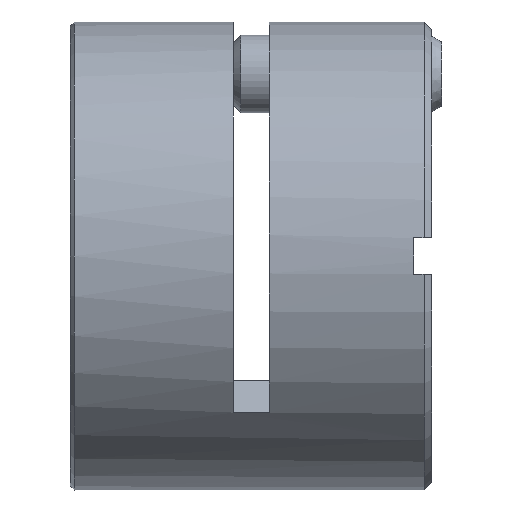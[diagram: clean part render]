
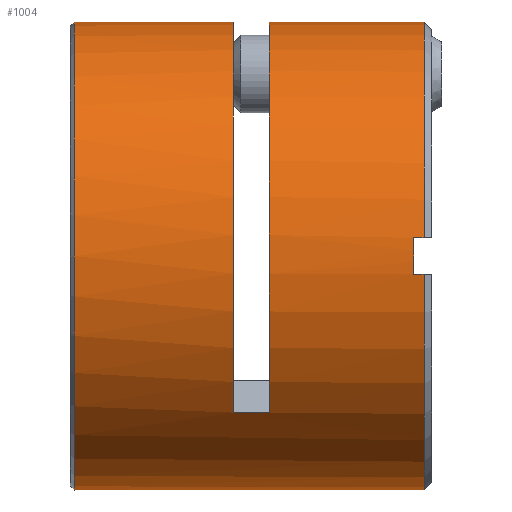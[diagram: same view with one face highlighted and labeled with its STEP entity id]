
A CAD part, front view. The second image highlights one B-rep face of the part: STEP entity #1004.
In plain terms, the highlighted cylindrical face has radius 9 mm (diameter 18 mm), a partial arc.
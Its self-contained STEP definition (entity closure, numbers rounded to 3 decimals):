
#14 = ORIENTED_EDGE ( 'NONE', *, *, #29, .T. ) ;
#19 = AXIS2_PLACEMENT_3D ( 'NONE', #26, #34, #1009 ) ;
#24 = CARTESIAN_POINT ( 'NONE',  ( -0.695, 0., 9. ) ) ;
#26 = CARTESIAN_POINT ( 'NONE',  ( 6.65, 0., 0. ) ) ;
#29 = EDGE_CURVE ( 'NONE', #703, #358, #818, .T. ) ;
#34 = DIRECTION ( 'NONE',  ( -1., 0., 0. ) ) ;
#42 = ORIENTED_EDGE ( 'NONE', *, *, #65, .T. ) ;
#43 = EDGE_CURVE ( 'NONE', #670, #897, #504, .T. ) ;
#47 = ORIENTED_EDGE ( 'NONE', *, *, #904, .T. ) ;
#64 = ORIENTED_EDGE ( 'NONE', *, *, #1075, .T. ) ;
#65 = EDGE_CURVE ( 'NONE', #897, #369, #859, .T. ) ;
#94 = DIRECTION ( 'NONE',  ( 0., 0., 1. ) ) ;
#99 = DIRECTION ( 'NONE',  ( -1., 0., 0. ) ) ;
#143 = VERTEX_POINT ( 'NONE', #178 ) ;
#178 = CARTESIAN_POINT ( 'NONE',  ( 6.65, 0., 9. ) ) ;
#182 = CARTESIAN_POINT ( 'NONE',  ( -6.8, 0., 0. ) ) ;
#217 = EDGE_CURVE ( 'NONE', #872, #454, #319, .T. ) ;
#220 = CARTESIAN_POINT ( 'NONE',  ( 6.65, 0., -9. ) ) ;
#224 = VECTOR ( 'NONE', #1007, 1000. ) ;
#232 = ORIENTED_EDGE ( 'NONE', *, *, #252, .F. ) ;
#236 = EDGE_CURVE ( 'NONE', #143, #872, #684, .T. ) ;
#244 = CARTESIAN_POINT ( 'NONE',  ( -0.695, 0., 0. ) ) ;
#252 = EDGE_CURVE ( 'NONE', #925, #358, #471, .T. ) ;
#253 = LINE ( 'NONE', #1122, #1039 ) ;
#269 = ORIENTED_EDGE ( 'NONE', *, *, #43, .T. ) ;
#319 = CIRCLE ( 'NONE', #1317, 9. ) ;
#346 = VECTOR ( 'NONE', #531, 1000. ) ;
#358 = VERTEX_POINT ( 'NONE', #1141 ) ;
#369 = VERTEX_POINT ( 'NONE', #702 ) ;
#378 = CARTESIAN_POINT ( 'NONE',  ( -0.695, -6.688, -6.022 ) ) ;
#398 = ORIENTED_EDGE ( 'NONE', *, *, #1324, .T. ) ;
#419 = CARTESIAN_POINT ( 'NONE',  ( 6.95, 0., 0. ) ) ;
#434 = CARTESIAN_POINT ( 'NONE',  ( 6.65, 0., 0. ) ) ;
#440 = ORIENTED_EDGE ( 'NONE', *, *, #217, .T. ) ;
#447 = FACE_OUTER_BOUND ( 'NONE', #830, .T. ) ;
#454 = VERTEX_POINT ( 'NONE', #1096 ) ;
#471 = LINE ( 'NONE', #1321, #224 ) ;
#482 = DIRECTION ( 'NONE',  ( -1., 0., 0. ) ) ;
#504 = CIRCLE ( 'NONE', #867, 9. ) ;
#507 = ORIENTED_EDGE ( 'NONE', *, *, #806, .T. ) ;
#531 = DIRECTION ( 'NONE',  ( 1., 0., 0. ) ) ;
#538 = DIRECTION ( 'NONE',  ( 1., 0., 0. ) ) ;
#597 = CIRCLE ( 'NONE', #1378, 9. ) ;
#634 = DIRECTION ( 'NONE',  ( 0., 0., 1. ) ) ;
#636 = CARTESIAN_POINT ( 'NONE',  ( 6.65, -8.973, -0.695 ) ) ;
#639 = CIRCLE ( 'NONE', #19, 9. ) ;
#642 = VECTOR ( 'NONE', #840, 1000. ) ;
#665 = LINE ( 'NONE', #1093, #1313 ) ;
#670 = VERTEX_POINT ( 'NONE', #832 ) ;
#684 = LINE ( 'NONE', #898, #751 ) ;
#686 = AXIS2_PLACEMENT_3D ( 'NONE', #244, #482, #707 ) ;
#692 = DIRECTION ( 'NONE',  ( -1., 0., 0. ) ) ;
#702 = CARTESIAN_POINT ( 'NONE',  ( 6.65, -8.973, 0.695 ) ) ;
#703 = VERTEX_POINT ( 'NONE', #1258 ) ;
#707 = DIRECTION ( 'NONE',  ( 0., 0., 1. ) ) ;
#728 = ORIENTED_EDGE ( 'NONE', *, *, #1121, .T. ) ;
#742 = CARTESIAN_POINT ( 'NONE',  ( 6.255, 0., 0. ) ) ;
#751 = VECTOR ( 'NONE', #692, 1000. ) ;
#806 = EDGE_CURVE ( 'NONE', #1144, #1189, #1127, .T. ) ;
#818 = CIRCLE ( 'NONE', #1110, 9. ) ;
#830 = EDGE_LOOP ( 'NONE', ( #232, #47, #398, #269, #42, #64, #1118, #440, #728, #507, #833, #14 ) ) ;
#832 = CARTESIAN_POINT ( 'NONE',  ( 6.255, -8.973, -0.695 ) ) ;
#833 = ORIENTED_EDGE ( 'NONE', *, *, #978, .T. ) ;
#838 = CARTESIAN_POINT ( 'NONE',  ( 0.695, 0., 9. ) ) ;
#840 = DIRECTION ( 'NONE',  ( -1., 0., 0. ) ) ;
#854 = DIRECTION ( 'NONE',  ( 0., 0., 1. ) ) ;
#859 = LINE ( 'NONE', #1377, #346 ) ;
#867 = AXIS2_PLACEMENT_3D ( 'NONE', #742, #99, #1298 ) ;
#872 = VERTEX_POINT ( 'NONE', #838 ) ;
#897 = VERTEX_POINT ( 'NONE', #1312 ) ;
#898 = CARTESIAN_POINT ( 'NONE',  ( 6.95, 0., 9. ) ) ;
#904 = EDGE_CURVE ( 'NONE', #925, #917, #597, .T. ) ;
#906 = DIRECTION ( 'NONE',  ( 1., 0., 0. ) ) ;
#917 = VERTEX_POINT ( 'NONE', #636 ) ;
#925 = VERTEX_POINT ( 'NONE', #220 ) ;
#965 = DIRECTION ( 'NONE',  ( -1., 0., 0. ) ) ;
#978 = EDGE_CURVE ( 'NONE', #1189, #703, #665, .T. ) ;
#1004 = ADVANCED_FACE ( 'NONE', ( #447 ), #1387, .T. ) ;
#1007 = DIRECTION ( 'NONE',  ( -1., 0., 0. ) ) ;
#1009 = DIRECTION ( 'NONE',  ( 0., 0., 1. ) ) ;
#1039 = VECTOR ( 'NONE', #1336, 1000. ) ;
#1075 = EDGE_CURVE ( 'NONE', #369, #143, #639, .T. ) ;
#1078 = DIRECTION ( 'NONE',  ( -1., 0., 0. ) ) ;
#1093 = CARTESIAN_POINT ( 'NONE',  ( 6.95, 0., 9. ) ) ;
#1094 = DIRECTION ( 'NONE',  ( 0., 0., 1. ) ) ;
#1096 = CARTESIAN_POINT ( 'NONE',  ( 0.695, -6.688, -6.022 ) ) ;
#1110 = AXIS2_PLACEMENT_3D ( 'NONE', #182, #538, #634 ) ;
#1118 = ORIENTED_EDGE ( 'NONE', *, *, #236, .T. ) ;
#1121 = EDGE_CURVE ( 'NONE', #454, #1144, #253, .T. ) ;
#1122 = CARTESIAN_POINT ( 'NONE',  ( 6.95, -6.688, -6.022 ) ) ;
#1127 = CIRCLE ( 'NONE', #686, 9. ) ;
#1141 = CARTESIAN_POINT ( 'NONE',  ( -6.8, 0., -9. ) ) ;
#1144 = VERTEX_POINT ( 'NONE', #378 ) ;
#1157 = CARTESIAN_POINT ( 'NONE',  ( 6.95, -8.973, -0.695 ) ) ;
#1189 = VERTEX_POINT ( 'NONE', #24 ) ;
#1207 = CARTESIAN_POINT ( 'NONE',  ( 0.695, 0., 0. ) ) ;
#1221 = AXIS2_PLACEMENT_3D ( 'NONE', #419, #1394, #854 ) ;
#1258 = CARTESIAN_POINT ( 'NONE',  ( -6.8, 0., 9. ) ) ;
#1298 = DIRECTION ( 'NONE',  ( 0., 0., 1. ) ) ;
#1312 = CARTESIAN_POINT ( 'NONE',  ( 6.255, -8.973, 0.695 ) ) ;
#1313 = VECTOR ( 'NONE', #965, 1000. ) ;
#1317 = AXIS2_PLACEMENT_3D ( 'NONE', #1207, #906, #1094 ) ;
#1321 = CARTESIAN_POINT ( 'NONE',  ( 6.95, 0., -9. ) ) ;
#1324 = EDGE_CURVE ( 'NONE', #917, #670, #1343, .T. ) ;
#1336 = DIRECTION ( 'NONE',  ( -1., 0., 0. ) ) ;
#1343 = LINE ( 'NONE', #1157, #642 ) ;
#1377 = CARTESIAN_POINT ( 'NONE',  ( 6.95, -8.973, 0.695 ) ) ;
#1378 = AXIS2_PLACEMENT_3D ( 'NONE', #434, #1078, #94 ) ;
#1387 = CYLINDRICAL_SURFACE ( 'NONE', #1221, 9. ) ;
#1394 = DIRECTION ( 'NONE',  ( -1., 0., 0. ) ) ;
